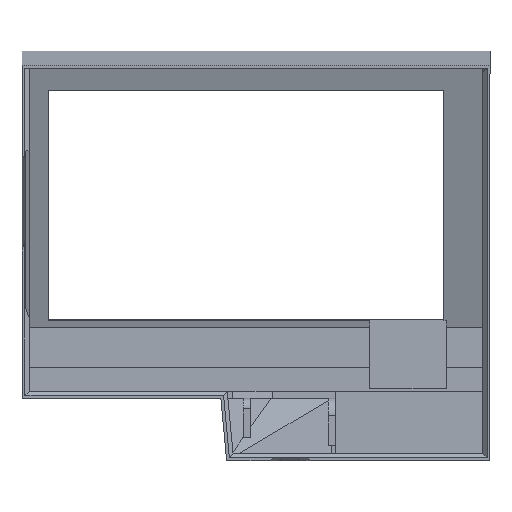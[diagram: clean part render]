
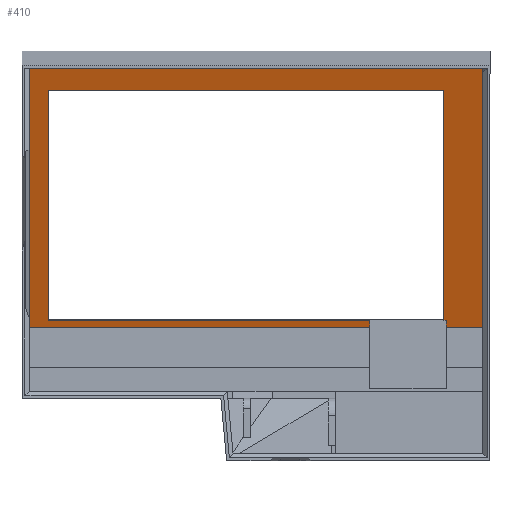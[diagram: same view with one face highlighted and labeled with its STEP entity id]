
A CAD part, front view. The second image highlights one B-rep face of the part: STEP entity #410.
In plain terms, the highlighted planar face has unit normal (0, -0.951, -0.309).
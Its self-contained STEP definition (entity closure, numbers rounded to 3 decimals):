
#31 = VECTOR ( 'NONE', #3533, 1000. ) ;
#44 = DIRECTION ( 'NONE',  ( -1., 0., 0. ) ) ;
#64 = VERTEX_POINT ( 'NONE', #3110 ) ;
#132 = CARTESIAN_POINT ( 'NONE',  ( 122.63, 46.841, 165.352 ) ) ;
#141 = CARTESIAN_POINT ( 'NONE',  ( 233.274, 70.944, 91.169 ) ) ;
#258 = VECTOR ( 'NONE', #1452, 1000. ) ;
#283 = VERTEX_POINT ( 'NONE', #2912 ) ;
#376 = EDGE_CURVE ( 'NONE', #2780, #3191, #2511, .T. ) ;
#403 = ORIENTED_EDGE ( 'NONE', *, *, #565, .F. ) ;
#409 = VECTOR ( 'NONE', #1641, 1000. ) ;
#410 = ADVANCED_FACE ( 'NONE', ( #2408 ), #1656, .F. ) ;
#421 = VERTEX_POINT ( 'NONE', #2653 ) ;
#436 = LINE ( 'NONE', #3893, #1698 ) ;
#508 = LINE ( 'NONE', #2492, #2807 ) ;
#565 = EDGE_CURVE ( 'NONE', #3828, #64, #2712, .T. ) ;
#578 = EDGE_LOOP ( 'NONE', ( #403, #4136, #3253, #3863, #3551, #2516, #759, #812, #1632, #2467, #2155, #3451 ) ) ;
#600 = DIRECTION ( 'NONE',  ( 0., 0.309, -0.951 ) ) ;
#729 = CARTESIAN_POINT ( 'NONE',  ( 90.382, 71.587, 89.192 ) ) ;
#759 = ORIENTED_EDGE ( 'NONE', *, *, #4096, .F. ) ;
#812 = ORIENTED_EDGE ( 'NONE', *, *, #376, .T. ) ;
#825 = LINE ( 'NONE', #2263, #2494 ) ;
#853 = EDGE_CURVE ( 'NONE', #2736, #3104, #3127, .T. ) ;
#1029 = DIRECTION ( 'NONE',  ( 0., -0.309, 0.951 ) ) ;
#1113 = VERTEX_POINT ( 'NONE', #2700 ) ;
#1138 = LINE ( 'NONE', #2681, #2804 ) ;
#1206 = CARTESIAN_POINT ( 'NONE',  ( 111.51, 49.622, 156.792 ) ) ;
#1305 = CARTESIAN_POINT ( 'NONE',  ( 112.162, 46.841, 165.352 ) ) ;
#1349 = EDGE_CURVE ( 'NONE', #2371, #2056, #508, .T. ) ;
#1452 = DIRECTION ( 'NONE',  ( -1., 0., 0. ) ) ;
#1562 = EDGE_CURVE ( 'NONE', #3828, #421, #3634, .T. ) ;
#1632 = ORIENTED_EDGE ( 'NONE', *, *, #2806, .F. ) ;
#1641 = DIRECTION ( 'NONE',  ( 0., 0.309, -0.951 ) ) ;
#1656 = PLANE ( 'NONE',  #2048 ) ;
#1698 = VECTOR ( 'NONE', #2884, 1000. ) ;
#1829 = EDGE_CURVE ( 'NONE', #1113, #2736, #2860, .T. ) ;
#1880 = DIRECTION ( 'NONE',  ( -1., 0., 0. ) ) ;
#2000 = CARTESIAN_POINT ( 'NONE',  ( 233.274, 46.841, 165.352 ) ) ;
#2048 = AXIS2_PLACEMENT_3D ( 'NONE', #2000, #2670, #1029 ) ;
#2056 = VERTEX_POINT ( 'NONE', #3523 ) ;
#2097 = EDGE_CURVE ( 'NONE', #421, #1113, #3377, .T. ) ;
#2142 = EDGE_CURVE ( 'NONE', #3815, #2371, #1138, .T. ) ;
#2147 = EDGE_CURVE ( 'NONE', #2056, #64, #825, .T. ) ;
#2155 = ORIENTED_EDGE ( 'NONE', *, *, #1349, .T. ) ;
#2206 = VECTOR ( 'NONE', #44, 1000. ) ;
#2247 = VECTOR ( 'NONE', #2472, 1000. ) ;
#2262 = VECTOR ( 'NONE', #3166, 1000. ) ;
#2263 = CARTESIAN_POINT ( 'NONE',  ( -6.64, 46.841, 165.352 ) ) ;
#2269 = CARTESIAN_POINT ( 'NONE',  ( 233.274, 71.587, 89.192 ) ) ;
#2281 = DIRECTION ( 'NONE',  ( 0., -0.309, 0.951 ) ) ;
#2294 = LINE ( 'NONE', #2576, #31 ) ;
#2371 = VERTEX_POINT ( 'NONE', #132 ) ;
#2408 = FACE_OUTER_BOUND ( 'NONE', #578, .T. ) ;
#2467 = ORIENTED_EDGE ( 'NONE', *, *, #2142, .T. ) ;
#2472 = DIRECTION ( 'NONE',  ( 0., -0.309, 0.951 ) ) ;
#2492 = CARTESIAN_POINT ( 'NONE',  ( 233.274, 46.841, 165.352 ) ) ;
#2494 = VECTOR ( 'NONE', #600, 1000. ) ;
#2511 = LINE ( 'NONE', #1305, #409 ) ;
#2516 = ORIENTED_EDGE ( 'NONE', *, *, #3639, .T. ) ;
#2576 = CARTESIAN_POINT ( 'NONE',  ( 111.51, 46.841, 165.352 ) ) ;
#2638 = LINE ( 'NONE', #2269, #3012 ) ;
#2653 = CARTESIAN_POINT ( 'NONE',  ( 90.382, 70.944, 91.169 ) ) ;
#2670 = DIRECTION ( 'NONE',  ( 0., 0.951, 0.309 ) ) ;
#2681 = CARTESIAN_POINT ( 'NONE',  ( 122.63, 46.841, 165.352 ) ) ;
#2700 = CARTESIAN_POINT ( 'NONE',  ( -1.14, 70.944, 91.169 ) ) ;
#2712 = LINE ( 'NONE', #3370, #2206 ) ;
#2736 = VERTEX_POINT ( 'NONE', #3940 ) ;
#2751 = CARTESIAN_POINT ( 'NONE',  ( -1.14, 46.841, 165.352 ) ) ;
#2780 = VERTEX_POINT ( 'NONE', #2925 ) ;
#2804 = VECTOR ( 'NONE', #2281, 1000. ) ;
#2806 = EDGE_CURVE ( 'NONE', #3815, #3191, #2638, .T. ) ;
#2807 = VECTOR ( 'NONE', #1880, 1000. ) ;
#2860 = LINE ( 'NONE', #2751, #2247 ) ;
#2884 = DIRECTION ( 'NONE',  ( -1., 0., 0. ) ) ;
#2912 = CARTESIAN_POINT ( 'NONE',  ( 111.51, 70.944, 91.169 ) ) ;
#2925 = CARTESIAN_POINT ( 'NONE',  ( 112.162, 70.944, 91.169 ) ) ;
#2972 = DIRECTION ( 'NONE',  ( -1., 0., 0. ) ) ;
#3012 = VECTOR ( 'NONE', #2972, 1000. ) ;
#3104 = VERTEX_POINT ( 'NONE', #1206 ) ;
#3110 = CARTESIAN_POINT ( 'NONE',  ( -6.64, 71.587, 89.192 ) ) ;
#3127 = LINE ( 'NONE', #3453, #2262 ) ;
#3166 = DIRECTION ( 'NONE',  ( 1., 0., 0. ) ) ;
#3169 = CARTESIAN_POINT ( 'NONE',  ( 90.382, 46.841, 165.352 ) ) ;
#3182 = DIRECTION ( 'NONE',  ( 0., -0.309, 0.951 ) ) ;
#3191 = VERTEX_POINT ( 'NONE', #3856 ) ;
#3253 = ORIENTED_EDGE ( 'NONE', *, *, #2097, .T. ) ;
#3370 = CARTESIAN_POINT ( 'NONE',  ( 233.274, 71.587, 89.192 ) ) ;
#3377 = LINE ( 'NONE', #141, #258 ) ;
#3451 = ORIENTED_EDGE ( 'NONE', *, *, #2147, .T. ) ;
#3453 = CARTESIAN_POINT ( 'NONE',  ( 233.274, 49.622, 156.792 ) ) ;
#3523 = CARTESIAN_POINT ( 'NONE',  ( -6.64, 46.841, 165.352 ) ) ;
#3533 = DIRECTION ( 'NONE',  ( 0., 0.309, -0.951 ) ) ;
#3551 = ORIENTED_EDGE ( 'NONE', *, *, #853, .T. ) ;
#3634 = LINE ( 'NONE', #3169, #3798 ) ;
#3639 = EDGE_CURVE ( 'NONE', #3104, #283, #2294, .T. ) ;
#3798 = VECTOR ( 'NONE', #3182, 1000. ) ;
#3815 = VERTEX_POINT ( 'NONE', #4089 ) ;
#3828 = VERTEX_POINT ( 'NONE', #729 ) ;
#3856 = CARTESIAN_POINT ( 'NONE',  ( 112.162, 71.587, 89.192 ) ) ;
#3863 = ORIENTED_EDGE ( 'NONE', *, *, #1829, .T. ) ;
#3893 = CARTESIAN_POINT ( 'NONE',  ( 233.274, 70.944, 91.169 ) ) ;
#3940 = CARTESIAN_POINT ( 'NONE',  ( -1.14, 49.622, 156.792 ) ) ;
#4089 = CARTESIAN_POINT ( 'NONE',  ( 122.63, 71.587, 89.192 ) ) ;
#4096 = EDGE_CURVE ( 'NONE', #2780, #283, #436, .T. ) ;
#4136 = ORIENTED_EDGE ( 'NONE', *, *, #1562, .T. ) ;
